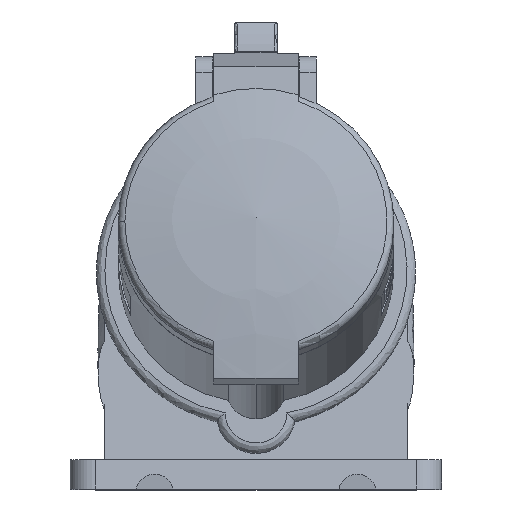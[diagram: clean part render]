
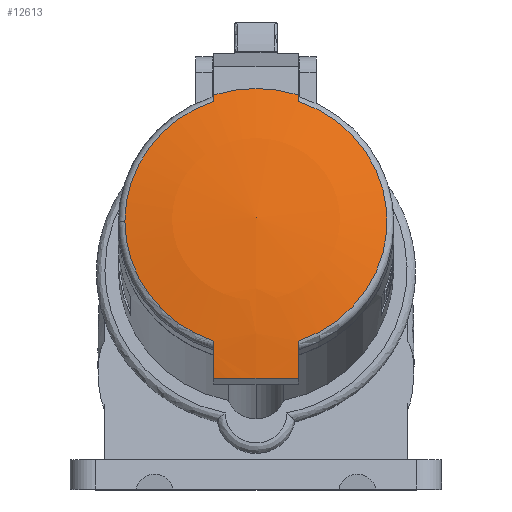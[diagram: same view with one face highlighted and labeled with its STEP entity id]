
A CAD part, top view. The second image highlights one B-rep face of the part: STEP entity #12613.
In plain terms, the highlighted spherical face has radius 150 mm.
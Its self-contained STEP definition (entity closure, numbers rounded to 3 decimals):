
#346 = EDGE_CURVE ( 'NONE', #2507, #20787, #12996, .T. ) ;
#456 = AXIS2_PLACEMENT_3D ( 'NONE', #16086, #2852, #20798 ) ;
#662 = DIRECTION ( 'NONE',  ( 0., -0.259, -0.966 ) ) ;
#697 = EDGE_CURVE ( 'NONE', #16044, #20600, #2675, .T. ) ;
#786 = CARTESIAN_POINT ( 'NONE',  ( -11.251, 45.305, 62.981 ) ) ;
#954 = DIRECTION ( 'NONE',  ( 1., 0., 0. ) ) ;
#1025 = CARTESIAN_POINT ( 'NONE',  ( -11.251, -13.036, 78.971 ) ) ;
#1315 = CARTESIAN_POINT ( 'NONE',  ( -1.251, -59.459, -60.515 ) ) ;
#1912 = ORIENTED_EDGE ( 'NONE', *, *, #346, .T. ) ;
#2043 = DIRECTION ( 'NONE',  ( 0., 0.259, 0.966 ) ) ;
#2291 = VERTEX_POINT ( 'NONE', #7437 ) ;
#2507 = VERTEX_POINT ( 'NONE', #786 ) ;
#2675 = CIRCLE ( 'NONE', #16303, 149.666 ) ;
#2852 = DIRECTION ( 'NONE',  ( 0., 0.259, 0.966 ) ) ;
#3157 = DIRECTION ( 'NONE',  ( -1., 0., 0. ) ) ;
#3241 = DIRECTION ( 'NONE',  ( 0., 0.259, 0.966 ) ) ;
#3595 = CARTESIAN_POINT ( 'NONE',  ( 8.749, -22.609, -70.389 ) ) ;
#4020 = ORIENTED_EDGE ( 'NONE', *, *, #28035, .T. ) ;
#4053 = DIRECTION ( 'NONE',  ( 0., 0.966, -0.259 ) ) ;
#4132 = CIRCLE ( 'NONE', #15416, 31.064 ) ;
#4438 = CIRCLE ( 'NONE', #5888, 31.064 ) ;
#4618 = DIRECTION ( 'NONE',  ( 0., -0.259, -0.966 ) ) ;
#4731 = EDGE_CURVE ( 'NONE', #2291, #12025, #10800, .T. ) ;
#4910 = CARTESIAN_POINT ( 'NONE',  ( 8.749, 43.781, 63.746 ) ) ;
#4985 = CIRCLE ( 'NONE', #18607, 149.666 ) ;
#5888 = AXIS2_PLACEMENT_3D ( 'NONE', #6344, #2043, #24264 ) ;
#6344 = CARTESIAN_POINT ( 'NONE',  ( -1.251, 15.372, 71.359 ) ) ;
#6491 = DIRECTION ( 'NONE',  ( 0., 0.259, 0.966 ) ) ;
#6709 = DIRECTION ( 'NONE',  ( 0., -0.966, 0.259 ) ) ;
#6771 = ORIENTED_EDGE ( 'NONE', *, *, #697, .F. ) ;
#7019 = EDGE_LOOP ( 'NONE', ( #4020, #14501, #19488, #26362, #6771, #9030, #11839, #28269, #1912 ) ) ;
#7268 = AXIS2_PLACEMENT_3D ( 'NONE', #15801, #4618, #6709 ) ;
#7437 = CARTESIAN_POINT ( 'NONE',  ( -32.315, 15.372, 71.359 ) ) ;
#7967 = VERTEX_POINT ( 'NONE', #23524 ) ;
#8211 = CARTESIAN_POINT ( 'NONE',  ( 8.749, -22.609, -70.389 ) ) ;
#8435 = AXIS2_PLACEMENT_3D ( 'NONE', #1315, #10284, #12638 ) ;
#8540 = CARTESIAN_POINT ( 'NONE',  ( 8.749, -13.036, 78.971 ) ) ;
#9030 = ORIENTED_EDGE ( 'NONE', *, *, #20282, .T. ) ;
#10284 = DIRECTION ( 'NONE',  ( 0., -0.966, 0.259 ) ) ;
#10800 = CIRCLE ( 'NONE', #456, 31.064 ) ;
#10869 = DIRECTION ( 'NONE',  ( -1., 0., 0. ) ) ;
#10956 = DIRECTION ( 'NONE',  ( 0., 0.259, 0.966 ) ) ;
#11382 = SPHERICAL_SURFACE ( 'NONE', #7268, 150. ) ;
#11839 = ORIENTED_EDGE ( 'NONE', *, *, #13328, .T. ) ;
#12025 = VERTEX_POINT ( 'NONE', #1025 ) ;
#12352 = CARTESIAN_POINT ( 'NONE',  ( -11.251, -22.609, -70.389 ) ) ;
#12460 = VERTEX_POINT ( 'NONE', #28943 ) ;
#12613 = ADVANCED_FACE ( 'NONE', ( #29079 ), #11382, .T. ) ;
#12638 = DIRECTION ( 'NONE',  ( 1., 0., 0. ) ) ;
#12996 = CIRCLE ( 'NONE', #21941, 149.666 ) ;
#13162 = DIRECTION ( 'NONE',  ( -1., 0., 0. ) ) ;
#13328 = EDGE_CURVE ( 'NONE', #25224, #12460, #13377, .T. ) ;
#13377 = CIRCLE ( 'NONE', #20923, 149.666 ) ;
#14501 = ORIENTED_EDGE ( 'NONE', *, *, #4731, .T. ) ;
#14957 = CARTESIAN_POINT ( 'NONE',  ( -1.251, 15.372, 71.359 ) ) ;
#15416 = AXIS2_PLACEMENT_3D ( 'NONE', #14957, #10956, #13162 ) ;
#15801 = CARTESIAN_POINT ( 'NONE',  ( -1.251, -22.609, -70.389 ) ) ;
#16044 = VERTEX_POINT ( 'NONE', #8540 ) ;
#16086 = CARTESIAN_POINT ( 'NONE',  ( -1.251, 15.372, 71.359 ) ) ;
#16303 = AXIS2_PLACEMENT_3D ( 'NONE', #8211, #28684, #4053 ) ;
#18607 = AXIS2_PLACEMENT_3D ( 'NONE', #26646, #10869, #6491 ) ;
#19488 = ORIENTED_EDGE ( 'NONE', *, *, #28987, .F. ) ;
#20282 = EDGE_CURVE ( 'NONE', #16044, #25224, #4132, .T. ) ;
#20600 = VERTEX_POINT ( 'NONE', #24940 ) ;
#20651 = EDGE_CURVE ( 'NONE', #2507, #12460, #28176, .T. ) ;
#20787 = VERTEX_POINT ( 'NONE', #25693 ) ;
#20798 = DIRECTION ( 'NONE',  ( -1., 0., 0. ) ) ;
#20812 = DIRECTION ( 'NONE',  ( 0., -0.259, -0.966 ) ) ;
#20923 = AXIS2_PLACEMENT_3D ( 'NONE', #3595, #3157, #20812 ) ;
#21455 = EDGE_CURVE ( 'NONE', #20600, #7967, #22975, .T. ) ;
#21941 = AXIS2_PLACEMENT_3D ( 'NONE', #12352, #25319, #3241 ) ;
#22975 = CIRCLE ( 'NONE', #8435, 145.067 ) ;
#23524 = CARTESIAN_POINT ( 'NONE',  ( -11.251, -22.002, 79.276 ) ) ;
#24264 = DIRECTION ( 'NONE',  ( -1., 0., 0. ) ) ;
#24940 = CARTESIAN_POINT ( 'NONE',  ( 8.749, -22.002, 79.276 ) ) ;
#25224 = VERTEX_POINT ( 'NONE', #4910 ) ;
#25319 = DIRECTION ( 'NONE',  ( 1., 0., 0. ) ) ;
#25693 = CARTESIAN_POINT ( 'NONE',  ( -11.251, 43.781, 63.746 ) ) ;
#25983 = CARTESIAN_POINT ( 'NONE',  ( -1.251, 15.283, 71.026 ) ) ;
#26362 = ORIENTED_EDGE ( 'NONE', *, *, #21455, .F. ) ;
#26646 = CARTESIAN_POINT ( 'NONE',  ( -11.251, -22.609, -70.389 ) ) ;
#28035 = EDGE_CURVE ( 'NONE', #20787, #2291, #4438, .T. ) ;
#28176 = CIRCLE ( 'NONE', #29096, 32.65 ) ;
#28269 = ORIENTED_EDGE ( 'NONE', *, *, #20651, .F. ) ;
#28684 = DIRECTION ( 'NONE',  ( 1., 0., 0. ) ) ;
#28943 = CARTESIAN_POINT ( 'NONE',  ( 8.749, 45.305, 62.981 ) ) ;
#28987 = EDGE_CURVE ( 'NONE', #7967, #12025, #4985, .T. ) ;
#29079 = FACE_OUTER_BOUND ( 'NONE', #7019, .T. ) ;
#29096 = AXIS2_PLACEMENT_3D ( 'NONE', #25983, #662, #954 ) ;
